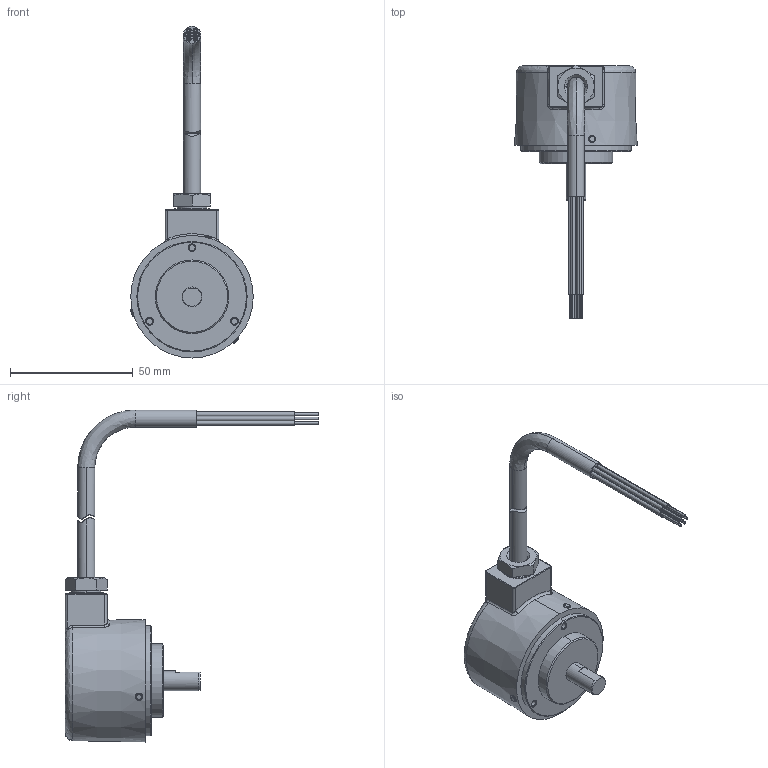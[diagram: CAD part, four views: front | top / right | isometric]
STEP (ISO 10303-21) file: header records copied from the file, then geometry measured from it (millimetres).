
FILE_DESCRIPTION (( 'STEP AP214' ), '1' );
FILE_NAME ('TRD-NA-W.STEP', '2016-06-30T14:38:19', ( '' ), ( '' ), 'SwSTEP 2.0', 'SolidWorks 2016', '' );
FILE_SCHEMA (( 'AUTOMOTIVE_DESIGN' ));
Length unit declared in the file: millimetre
Products named in the file (1): TRD-NA-W
Bounding box: 50.02 x 103.66 x 135.5 mm (x, y, z)
Volume: 80470.7 mm3; surface area: 15760.7 mm2
Topology: 2 solids, 2 shells, 168 faces, 364 edges, 234 vertices
Faces by surface type: cylinder 75, plane 45, bspline 25, cone 23
Entity records: 7043 total; most frequent: CARTESIAN_POINT 2342, DIRECTION 754, ORIENTED_EDGE 728, EDGE_CURVE 364, AXIS2_PLACEMENT_3D 317, VERTEX_POINT 234, EDGE_LOOP 202, CIRCLE 173
